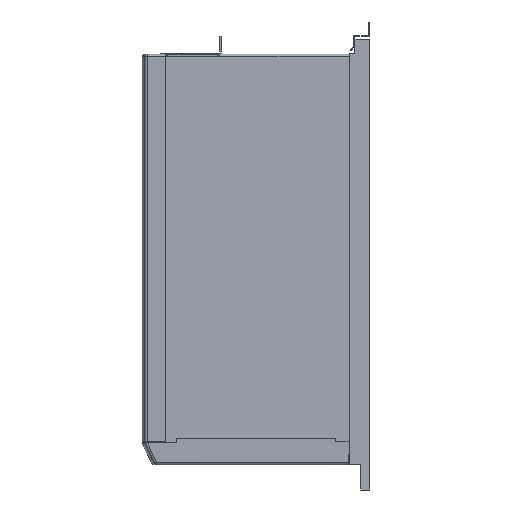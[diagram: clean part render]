
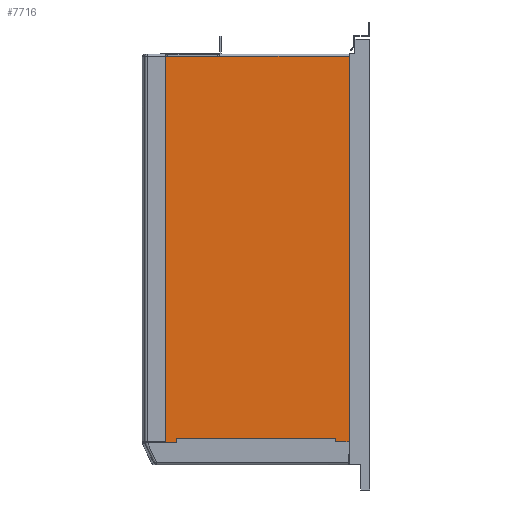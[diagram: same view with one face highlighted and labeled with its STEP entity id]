
A CAD part, left-side view. The second image highlights one B-rep face of the part: STEP entity #7716.
In plain terms, the highlighted planar face has unit normal (-1, 0, 0).
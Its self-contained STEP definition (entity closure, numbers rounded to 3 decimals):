
#7680 = VERTEX_POINT ( 'NONE', #34952 ) ;
#7689 = EDGE_LOOP ( 'NONE', ( #7717, #7812, #7817, #7819, #7814, #7791, #7805, #7778, #7792, #7775 ) ) ;
#7690 = EDGE_CURVE ( 'NONE', #7680, #7691, #35161, .T. ) ;
#7691 = VERTEX_POINT ( 'NONE', #35157 ) ;
#7713 = VERTEX_POINT ( 'NONE', #35205 ) ;
#7714 = VERTEX_POINT ( 'NONE', #35204 ) ;
#7715 = VERTEX_POINT ( 'NONE', #35203 ) ;
#7716 = ADVANCED_FACE ( 'NONE', ( #35252 ), #35236, .T. ) ;
#7717 = ORIENTED_EDGE ( 'NONE', *, *, #7718, .T. ) ;
#7718 = EDGE_CURVE ( 'NONE', #7713, #7714, #35230, .T. ) ;
#7768 = VERTEX_POINT ( 'NONE', #35365 ) ;
#7775 = ORIENTED_EDGE ( 'NONE', *, *, #7776, .F. ) ;
#7776 = EDGE_CURVE ( 'NONE', #7713, #7768, #35510, .T. ) ;
#7778 = ORIENTED_EDGE ( 'NONE', *, *, #7779, .T. ) ;
#7779 = EDGE_CURVE ( 'NONE', #7810, #7982, #35502, .T. ) ;
#7784 = EDGE_CURVE ( 'NONE', #7809, #7806, #35495, .T. ) ;
#7791 = ORIENTED_EDGE ( 'NONE', *, *, #7784, .F. ) ;
#7792 = ORIENTED_EDGE ( 'NONE', *, *, #7793, .F. ) ;
#7793 = EDGE_CURVE ( 'NONE', #7768, #7982, #35467, .T. ) ;
#7805 = ORIENTED_EDGE ( 'NONE', *, *, #7808, .T. ) ;
#7806 = VERTEX_POINT ( 'NONE', #35410 ) ;
#7808 = EDGE_CURVE ( 'NONE', #7809, #7810, #35459, .T. ) ;
#7809 = VERTEX_POINT ( 'NONE', #35455 ) ;
#7810 = VERTEX_POINT ( 'NONE', #35454 ) ;
#7812 = ORIENTED_EDGE ( 'NONE', *, *, #7813, .F. ) ;
#7813 = EDGE_CURVE ( 'NONE', #7715, #7714, #35449, .T. ) ;
#7814 = ORIENTED_EDGE ( 'NONE', *, *, #7820, .F. ) ;
#7817 = ORIENTED_EDGE ( 'NONE', *, *, #7818, .T. ) ;
#7818 = EDGE_CURVE ( 'NONE', #7715, #7691, #35541, .T. ) ;
#7819 = ORIENTED_EDGE ( 'NONE', *, *, #7690, .F. ) ;
#7820 = EDGE_CURVE ( 'NONE', #7806, #7680, #35536, .T. ) ;
#7982 = VERTEX_POINT ( 'NONE', #35799 ) ;
#34952 = CARTESIAN_POINT ( 'NONE',  ( -24.5, 30.15, 37.502 ) ) ;
#35157 = CARTESIAN_POINT ( 'NONE',  ( -24.5, 167.84, 37.502 ) ) ;
#35158 = DIRECTION ( 'NONE',  ( 0., 1., 0. ) ) ;
#35159 = VECTOR ( 'NONE', #35158, 1000. ) ;
#35160 = CARTESIAN_POINT ( 'NONE',  ( -24.5, 18., 37.502 ) ) ;
#35161 = LINE ( 'NONE', #35160, #35159 ) ;
#35203 = CARTESIAN_POINT ( 'NONE',  ( -24.5, 167.84, 34.002 ) ) ;
#35204 = CARTESIAN_POINT ( 'NONE',  ( -24.5, 178., 34.002 ) ) ;
#35205 = CARTESIAN_POINT ( 'NONE',  ( -24.5, 178., 369.75 ) ) ;
#35226 = DIRECTION ( 'NONE',  ( 0., 0., -1. ) ) ;
#35227 = VECTOR ( 'NONE', #35226, 1000. ) ;
#35228 = CARTESIAN_POINT ( 'NONE',  ( -24.5, 178., 57. ) ) ;
#35230 = LINE ( 'NONE', #35228, #35227 ) ;
#35232 = DIRECTION ( 'NONE',  ( 0., 0., 1. ) ) ;
#35233 = DIRECTION ( 'NONE',  ( -1., 0., 0. ) ) ;
#35234 = CARTESIAN_POINT ( 'NONE',  ( -24.5, 18., 57. ) ) ;
#35235 = AXIS2_PLACEMENT_3D ( 'NONE', #35234, #35233, #35232 ) ;
#35236 = PLANE ( 'NONE',  #35235 ) ;
#35252 = FACE_OUTER_BOUND ( 'NONE', #7689, .T. ) ;
#35365 = CARTESIAN_POINT ( 'NONE',  ( -24.5, 130.5, 369.75 ) ) ;
#35410 = CARTESIAN_POINT ( 'NONE',  ( -24.5, 30.15, 34.802 ) ) ;
#35446 = DIRECTION ( 'NONE',  ( 0., 1., 0. ) ) ;
#35447 = VECTOR ( 'NONE', #35446, 1000. ) ;
#35448 = CARTESIAN_POINT ( 'NONE',  ( -24.5, 178., 34.002 ) ) ;
#35449 = LINE ( 'NONE', #35448, #35447 ) ;
#35454 = CARTESIAN_POINT ( 'NONE',  ( -24.5, 18., 370.25 ) ) ;
#35455 = CARTESIAN_POINT ( 'NONE',  ( -24.5, 18., 34.802 ) ) ;
#35456 = DIRECTION ( 'NONE',  ( 0., 0., 1. ) ) ;
#35457 = VECTOR ( 'NONE', #35456, 1000. ) ;
#35458 = CARTESIAN_POINT ( 'NONE',  ( -24.5, 18., 57. ) ) ;
#35459 = LINE ( 'NONE', #35458, #35457 ) ;
#35464 = DIRECTION ( 'NONE',  ( 0., 0., 1. ) ) ;
#35465 = VECTOR ( 'NONE', #35464, 1000. ) ;
#35466 = CARTESIAN_POINT ( 'NONE',  ( -24.5, 130.5, 369.75 ) ) ;
#35467 = LINE ( 'NONE', #35466, #35465 ) ;
#35492 = DIRECTION ( 'NONE',  ( 0., 1., 0. ) ) ;
#35493 = VECTOR ( 'NONE', #35492, 1000. ) ;
#35494 = CARTESIAN_POINT ( 'NONE',  ( -24.5, 18., 34.802 ) ) ;
#35495 = LINE ( 'NONE', #35494, #35493 ) ;
#35499 = DIRECTION ( 'NONE',  ( 0., 1., 0. ) ) ;
#35500 = VECTOR ( 'NONE', #35499, 1000. ) ;
#35501 = CARTESIAN_POINT ( 'NONE',  ( -24.5, 18., 370.25 ) ) ;
#35502 = LINE ( 'NONE', #35501, #35500 ) ;
#35507 = DIRECTION ( 'NONE',  ( 0., -1., 0. ) ) ;
#35508 = VECTOR ( 'NONE', #35507, 1000. ) ;
#35509 = CARTESIAN_POINT ( 'NONE',  ( -24.5, 130.5, 369.75 ) ) ;
#35510 = LINE ( 'NONE', #35509, #35508 ) ;
#35533 = DIRECTION ( 'NONE',  ( 0., 0., 1. ) ) ;
#35534 = VECTOR ( 'NONE', #35533, 1000. ) ;
#35535 = CARTESIAN_POINT ( 'NONE',  ( -24.5, 30.15, 34.802 ) ) ;
#35536 = LINE ( 'NONE', #35535, #35534 ) ;
#35538 = DIRECTION ( 'NONE',  ( 0., 0., 1. ) ) ;
#35539 = VECTOR ( 'NONE', #35538, 1000. ) ;
#35540 = CARTESIAN_POINT ( 'NONE',  ( -24.5, 167.84, 34.002 ) ) ;
#35541 = LINE ( 'NONE', #35540, #35539 ) ;
#35799 = CARTESIAN_POINT ( 'NONE',  ( -24.5, 130.5, 370.25 ) ) ;
